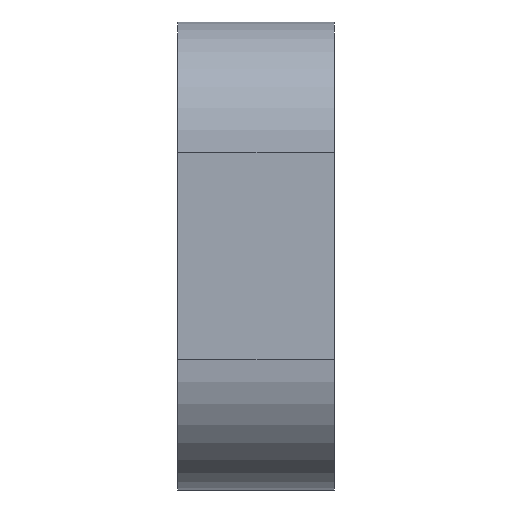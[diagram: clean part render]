
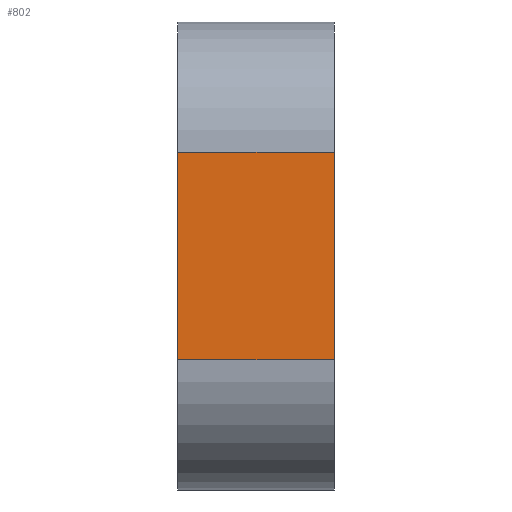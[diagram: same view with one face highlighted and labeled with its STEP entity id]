
A CAD part, left-side view. The second image highlights one B-rep face of the part: STEP entity #802.
In plain terms, the highlighted planar face has unit normal (-1, 0, 0).
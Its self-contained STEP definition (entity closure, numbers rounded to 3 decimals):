
#593=CARTESIAN_POINT('',(-266.0,-3.0,39.75));
#594=VERTEX_POINT('',#593);
#602=CARTESIAN_POINT('',(-266.0,-3.0,-39.75));
#603=VERTEX_POINT('',#602);
#604=CARTESIAN_POINT('',(-266.0,-3.0,39.75));
#605=DIRECTION('',(0.0,0.0,-1.0));
#606=VECTOR('',#605,79.5);
#607=LINE('',#604,#606);
#608=EDGE_CURVE('',#594,#603,#607,.T.);
#752=CARTESIAN_POINT('',(-266.0,57.0,-39.75));
#753=VERTEX_POINT('',#752);
#770=CARTESIAN_POINT('',(-266.0,-3.0,-39.75));
#771=DIRECTION('',(0.0,1.0,0.0));
#772=VECTOR('',#771,60.0);
#773=LINE('',#770,#772);
#774=EDGE_CURVE('',#603,#753,#773,.T.);
#779=CARTESIAN_POINT('',(-266.0,0.0,-89.75));
#780=DIRECTION('',(-1.0,0.0,0.0));
#781=DIRECTION('',(0.0,0.0,1.0));
#782=AXIS2_PLACEMENT_3D('',#779,#780,#781);
#783=PLANE('',#782);
#784=ORIENTED_EDGE('',*,*,#774,.F.);
#785=ORIENTED_EDGE('',*,*,#608,.F.);
#786=CARTESIAN_POINT('',(-266.0,57.0,39.75));
#787=VERTEX_POINT('',#786);
#788=CARTESIAN_POINT('',(-266.0,57.0,39.75));
#789=DIRECTION('',(0.0,-1.0,0.0));
#790=VECTOR('',#789,60.0);
#791=LINE('',#788,#790);
#792=EDGE_CURVE('',#787,#594,#791,.T.);
#793=ORIENTED_EDGE('',*,*,#792,.F.);
#794=CARTESIAN_POINT('',(-266.0,57.0,-39.75));
#795=DIRECTION('',(0.0,0.0,1.0));
#796=VECTOR('',#795,79.5);
#797=LINE('',#794,#796);
#798=EDGE_CURVE('',#753,#787,#797,.T.);
#799=ORIENTED_EDGE('',*,*,#798,.F.);
#800=EDGE_LOOP('',(#784,#785,#793,#799));
#801=FACE_OUTER_BOUND('',#800,.T.);
#802=ADVANCED_FACE('',(#801),#783,.T.);
